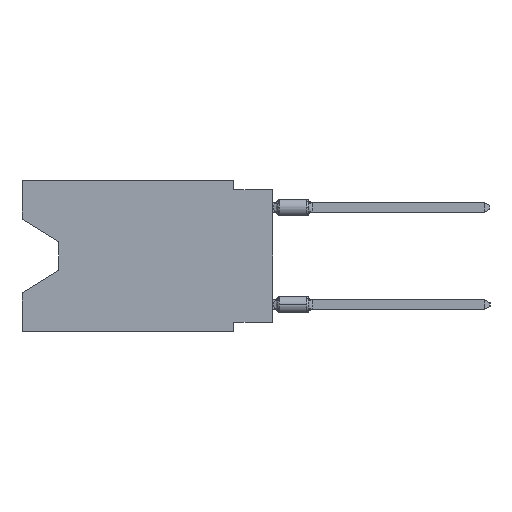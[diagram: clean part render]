
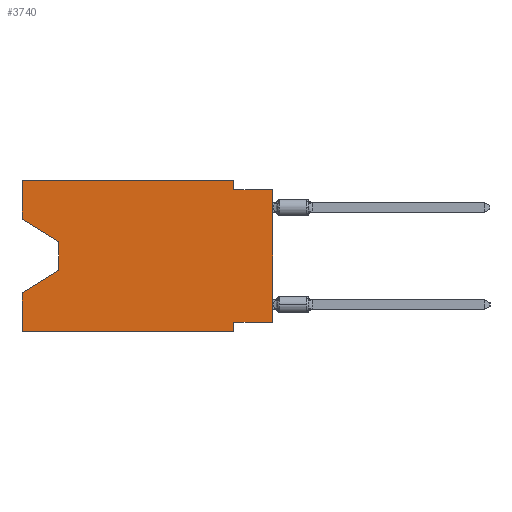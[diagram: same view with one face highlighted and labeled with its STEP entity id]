
A CAD part, left-side view. The second image highlights one B-rep face of the part: STEP entity #3740.
In plain terms, the highlighted planar face has unit normal (-1, 0, 0).
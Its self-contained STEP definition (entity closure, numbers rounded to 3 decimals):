
#347 = CARTESIAN_POINT ( 'NONE',  ( 0., 16.383, 0. ) ) ;
#384 = VERTEX_POINT ( 'NONE', #29050 ) ;
#925 = EDGE_CURVE ( 'NONE', #4082, #2454, #7747, .T. ) ;
#2454 = VERTEX_POINT ( 'NONE', #25168 ) ;
#2643 = VERTEX_POINT ( 'NONE', #20364 ) ;
#2893 = VECTOR ( 'NONE', #37211, 1000. ) ;
#2968 = ORIENTED_EDGE ( 'NONE', *, *, #26085, .F. ) ;
#3740 = ADVANCED_FACE ( 'NONE', ( #34150 ), #18786, .F. ) ;
#4082 = VERTEX_POINT ( 'NONE', #15021 ) ;
#4479 = CARTESIAN_POINT ( 'NONE',  ( 0., 16.383, 0. ) ) ;
#4775 = CARTESIAN_POINT ( 'NONE',  ( 0., 13.97, -4.013 ) ) ;
#5804 = VECTOR ( 'NONE', #17325, 1000. ) ;
#6039 = DIRECTION ( 'NONE',  ( 0., -1., 0. ) ) ;
#7020 = CARTESIAN_POINT ( 'NONE',  ( 0., 16.383, -2.546 ) ) ;
#7259 = VECTOR ( 'NONE', #6039, 1000. ) ;
#7651 = DIRECTION ( 'NONE',  ( 0., 0., -1. ) ) ;
#7680 = LINE ( 'NONE', #4775, #40635 ) ;
#7747 = LINE ( 'NONE', #32652, #28105 ) ;
#8890 = VECTOR ( 'NONE', #7651, 1000. ) ;
#8943 = DIRECTION ( 'NONE',  ( 0., -1., 0. ) ) ;
#9446 = DIRECTION ( 'NONE',  ( 1., 0., 0. ) ) ;
#10716 = VERTEX_POINT ( 'NONE', #11421 ) ;
#11421 = CARTESIAN_POINT ( 'NONE',  ( 0., 0., -9.271 ) ) ;
#11441 = CARTESIAN_POINT ( 'NONE',  ( 0., 2.54, -0.635 ) ) ;
#11732 = ORIENTED_EDGE ( 'NONE', *, *, #13898, .T. ) ;
#11815 = EDGE_CURVE ( 'NONE', #384, #2454, #25566, .T. ) ;
#11872 = LINE ( 'NONE', #27431, #7259 ) ;
#12759 = DIRECTION ( 'NONE',  ( 0., 0., -1. ) ) ;
#12859 = CARTESIAN_POINT ( 'NONE',  ( 0., 13.97, -4.013 ) ) ;
#13898 = EDGE_CURVE ( 'NONE', #35828, #384, #7680, .T. ) ;
#14278 = LINE ( 'NONE', #30251, #15853 ) ;
#15021 = CARTESIAN_POINT ( 'NONE',  ( 0., 16.383, -9.906 ) ) ;
#15355 = EDGE_CURVE ( 'NONE', #32907, #35828, #38556, .T. ) ;
#15481 = CARTESIAN_POINT ( 'NONE',  ( 0., 16.383, 0. ) ) ;
#15525 = ORIENTED_EDGE ( 'NONE', *, *, #925, .F. ) ;
#15853 = VECTOR ( 'NONE', #39383, 1000. ) ;
#16332 = VERTEX_POINT ( 'NONE', #21614 ) ;
#16372 = CARTESIAN_POINT ( 'NONE',  ( 0., 2.54, 0. ) ) ;
#16792 = VECTOR ( 'NONE', #19881, 1000. ) ;
#17325 = DIRECTION ( 'NONE',  ( 0., 0., 1. ) ) ;
#17947 = LINE ( 'NONE', #4479, #5804 ) ;
#18560 = VERTEX_POINT ( 'NONE', #27949 ) ;
#18786 = PLANE ( 'NONE',  #32921 ) ;
#19132 = ORIENTED_EDGE ( 'NONE', *, *, #33869, .F. ) ;
#19881 = DIRECTION ( 'NONE',  ( 0., -0.855, -0.519 ) ) ;
#20122 = EDGE_CURVE ( 'NONE', #32907, #2643, #17947, .T. ) ;
#20364 = CARTESIAN_POINT ( 'NONE',  ( 0., 16.383, 0. ) ) ;
#21301 = EDGE_CURVE ( 'NONE', #34609, #23013, #28233, .T. ) ;
#21614 = CARTESIAN_POINT ( 'NONE',  ( 0., 2.54, -9.906 ) ) ;
#22444 = DIRECTION ( 'NONE',  ( 0., 0.855, -0.519 ) ) ;
#23013 = VERTEX_POINT ( 'NONE', #26096 ) ;
#23883 = ORIENTED_EDGE ( 'NONE', *, *, #15355, .T. ) ;
#24599 = CARTESIAN_POINT ( 'NONE',  ( 0., 2.54, 0. ) ) ;
#24915 = CARTESIAN_POINT ( 'NONE',  ( 0., 0., -0.635 ) ) ;
#25168 = CARTESIAN_POINT ( 'NONE',  ( 0., 16.383, -7.36 ) ) ;
#25352 = ORIENTED_EDGE ( 'NONE', *, *, #35216, .F. ) ;
#25566 = LINE ( 'NONE', #38414, #35145 ) ;
#25679 = DIRECTION ( 'NONE',  ( 0., -1., 0. ) ) ;
#26085 = EDGE_CURVE ( 'NONE', #10716, #18560, #14278, .T. ) ;
#26096 = CARTESIAN_POINT ( 'NONE',  ( 0., 0., -0.635 ) ) ;
#27362 = EDGE_LOOP ( 'NONE', ( #23883, #11732, #29788, #15525, #36886, #19132, #2968, #32154, #28889, #30190, #25352, #36938 ) ) ;
#27431 = CARTESIAN_POINT ( 'NONE',  ( 0., 16.383, -9.906 ) ) ;
#27949 = CARTESIAN_POINT ( 'NONE',  ( 0., 2.54, -9.271 ) ) ;
#28105 = VECTOR ( 'NONE', #29140, 1000. ) ;
#28233 = LINE ( 'NONE', #24915, #32894 ) ;
#28781 = LINE ( 'NONE', #347, #33375 ) ;
#28889 = ORIENTED_EDGE ( 'NONE', *, *, #21301, .F. ) ;
#29050 = CARTESIAN_POINT ( 'NONE',  ( 0., 13.97, -5.893 ) ) ;
#29140 = DIRECTION ( 'NONE',  ( 0., 0., 1. ) ) ;
#29344 = VERTEX_POINT ( 'NONE', #24599 ) ;
#29476 = DIRECTION ( 'NONE',  ( 0., 0., -1. ) ) ;
#29788 = ORIENTED_EDGE ( 'NONE', *, *, #11815, .T. ) ;
#30003 = CARTESIAN_POINT ( 'NONE',  ( 0., 0., 0. ) ) ;
#30190 = ORIENTED_EDGE ( 'NONE', *, *, #34841, .F. ) ;
#30251 = CARTESIAN_POINT ( 'NONE',  ( 0., 0., -9.271 ) ) ;
#30767 = CARTESIAN_POINT ( 'NONE',  ( 0., 16.383, -2.546 ) ) ;
#31837 = LINE ( 'NONE', #35156, #35422 ) ;
#32154 = ORIENTED_EDGE ( 'NONE', *, *, #35344, .T. ) ;
#32652 = CARTESIAN_POINT ( 'NONE',  ( 0., 16.383, 0. ) ) ;
#32894 = VECTOR ( 'NONE', #8943, 1000. ) ;
#32907 = VERTEX_POINT ( 'NONE', #30767 ) ;
#32921 = AXIS2_PLACEMENT_3D ( 'NONE', #15481, #9446, #12759 ) ;
#33375 = VECTOR ( 'NONE', #25679, 1000. ) ;
#33869 = EDGE_CURVE ( 'NONE', #18560, #16332, #31837, .T. ) ;
#34150 = FACE_OUTER_BOUND ( 'NONE', #27362, .T. ) ;
#34609 = VERTEX_POINT ( 'NONE', #11441 ) ;
#34841 = EDGE_CURVE ( 'NONE', #29344, #34609, #36069, .T. ) ;
#35145 = VECTOR ( 'NONE', #22444, 1000. ) ;
#35156 = CARTESIAN_POINT ( 'NONE',  ( 0., 2.54, -9.906 ) ) ;
#35216 = EDGE_CURVE ( 'NONE', #2643, #29344, #28781, .T. ) ;
#35344 = EDGE_CURVE ( 'NONE', #10716, #23013, #39545, .T. ) ;
#35422 = VECTOR ( 'NONE', #38274, 1000. ) ;
#35828 = VERTEX_POINT ( 'NONE', #12859 ) ;
#36069 = LINE ( 'NONE', #16372, #8890 ) ;
#36886 = ORIENTED_EDGE ( 'NONE', *, *, #40782, .T. ) ;
#36938 = ORIENTED_EDGE ( 'NONE', *, *, #20122, .F. ) ;
#37211 = DIRECTION ( 'NONE',  ( 0., 0., 1. ) ) ;
#38274 = DIRECTION ( 'NONE',  ( 0., 0., -1. ) ) ;
#38414 = CARTESIAN_POINT ( 'NONE',  ( 0., 13.97, -5.893 ) ) ;
#38556 = LINE ( 'NONE', #7020, #16792 ) ;
#39383 = DIRECTION ( 'NONE',  ( 0., 1., 0. ) ) ;
#39545 = LINE ( 'NONE', #30003, #2893 ) ;
#40635 = VECTOR ( 'NONE', #29476, 1000. ) ;
#40782 = EDGE_CURVE ( 'NONE', #4082, #16332, #11872, .T. ) ;
